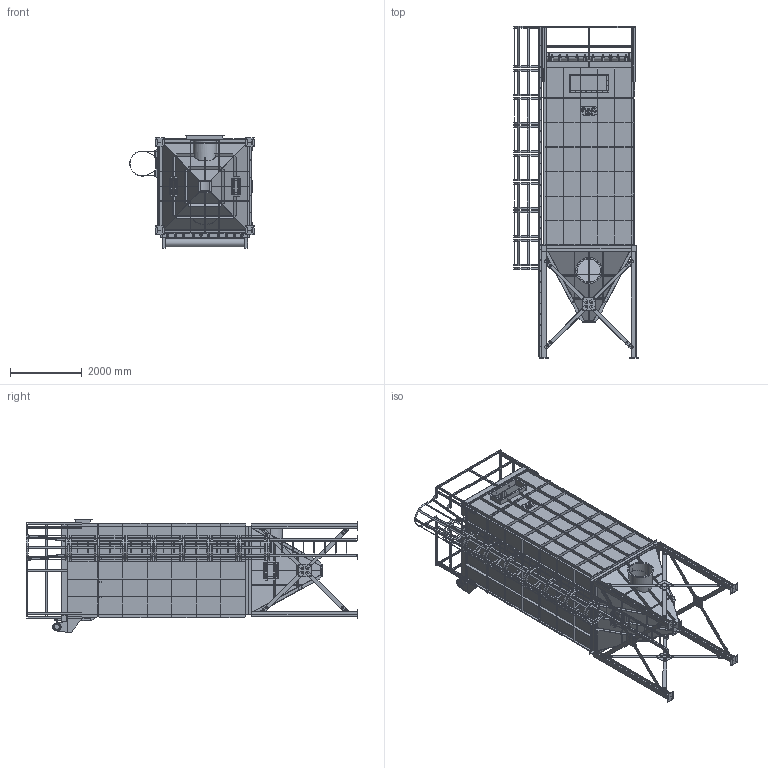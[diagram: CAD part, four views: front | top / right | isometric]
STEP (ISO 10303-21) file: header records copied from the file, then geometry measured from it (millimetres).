
FILE_DESCRIPTION (( 'STEP AP214' ), '1' );
FILE_NAME ('G&G-Bag-HOUSE-10-11-160-40-A.step', '2020-10-05T08:18:53', ( '' ), ( '' ), 'SwSTEP 2.0', 'SolidWorks 2020', '' );
FILE_SCHEMA (( 'AUTOMOTIVE_DESIGN' ));
Length unit declared in the file: millimetre
Products named in the file (1): G&G-Bag-HOUSE-10-11-160-40-A
Bounding box: 3473.07 x 9249 x 3143.81 mm (x, y, z)
Volume: 664071513.3 mm3; surface area: 258324384.4 mm2
Topology: 167 solids, 195 shells, 4659 faces, 11583 edges, 7582 vertices
Faces by surface type: plane 3077, cylinder 1484, torus 40, bspline 38, cone 20
Entity records: 154251 total; most frequent: CARTESIAN_POINT 24373, DIRECTION 23817, ORIENTED_EDGE 23166, EDGE_CURVE 11583, VECTOR 8405, LINE 8405, AXIS2_PLACEMENT_3D 7706, VERTEX_POINT 7582
